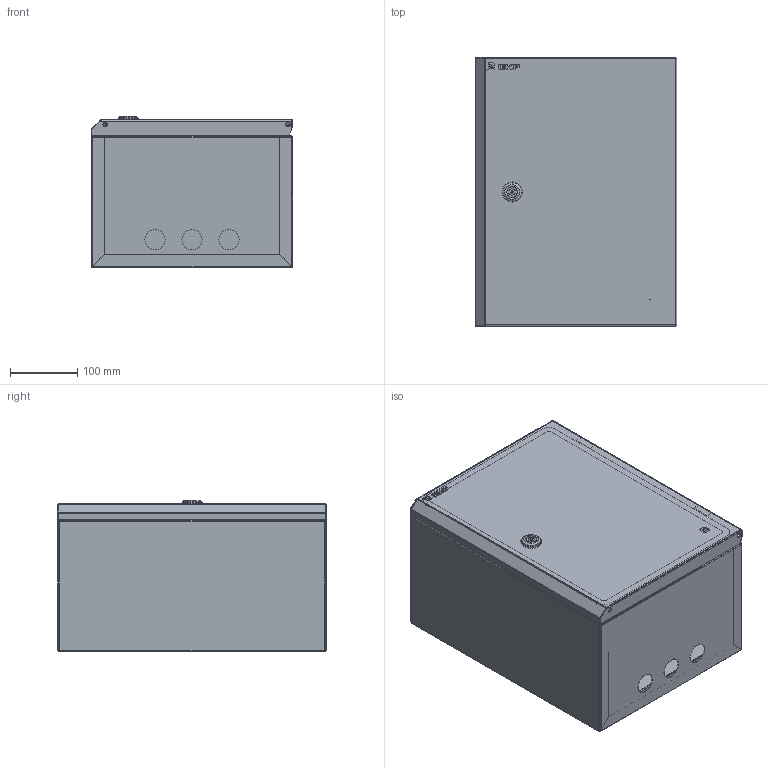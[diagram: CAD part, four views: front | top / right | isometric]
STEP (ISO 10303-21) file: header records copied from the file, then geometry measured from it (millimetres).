
FILE_DESCRIPTION (( 'STEP AP214' ), '1' );
FILE_NAME ('ÙÌÏã-4õ30õ22 - 01 ÌÈ-454.00.00.000 ÑÁ.STEP', '2017-08-30T12:21:06', ( 'Admin' ), ( '' ), 'SwSTEP 2.0', 'SolidWorks 2017', '' );
FILE_SCHEMA (( 'AUTOMOTIVE_DESIGN' ));
Length unit declared in the file: millimetre
Products named in the file (19): Øïèëüêà Ì6õ12; Øïèëüêà ïðèâàðíàÿ Ì6õ20 DIN 13918; ÌÈ-454.01.01.001 Ñòåíêà çàäíÿÿ; ÙÌÏã-4õ30õ22 - 01 ÌÈ-454.00.00.000 ÑÁ; split pin_din_DIN 94-4x56-C-St; rivet 02_din_DIN 660-5x8-St-A-2; Íàâåñêà íà êîðïóñ ïîä êëåïêó; ÌÈ-454.00.00.001 Ïàíåëü ìîíòàæíàÿ; hex flange nut_din_Hexagon Flange Nut DIN 6923 - M6 - N; ÌÈ-454.02.00.000 Äâåðü â ñáîðå; 呧蜦 3D; Ïåòëÿ íà äâåðü ï-îáðàçíàÿ; Çàìîê áîëüøîé; ÓÊíà äâåðü; ﾌﾈ-454.02.00.001 ﾄ粢; ÌÈ-454.01.00.000 Êîðïóñ â ñáîðå; ÌÈ-454.01.00.002 Ñòåíêà íèæíÿÿ; ÌÈ-454.01.00.001 Ñòåíêà âåðõíÿÿ; ÌÈ-454.01.01.000 Ñòåíêà çàäíÿÿ â ñáîðå 
Assembly tree (29 placements, depth 4):
  ÙÌÏã-4õ30õ22 - 01 ÌÈ-454.00.00.000 ÑÁ
    ÌÈ-454.01.00.000 Êîðïóñ â ñáîðå
      ÌÈ-454.01.01.000 Ñòåíêà çàäíÿÿ â ñáîðå 
        ÌÈ-454.01.01.001 Ñòåíêà çàäíÿÿ
        Øïèëüêà ïðèâàðíàÿ Ì6õ20 DIN 13918  x2
        Øïèëüêà Ì6õ12
      ÌÈ-454.01.00.001 Ñòåíêà âåðõíÿÿ
      ÌÈ-454.01.00.002 Ñòåíêà íèæíÿÿ
    ÌÈ-454.02.00.000 Äâåðü â ñáîðå
      ﾌﾈ-454.02.00.001 ﾄ粢
      ÓÊíà äâåðü
      Øïèëüêà Ì6õ12
      Çàìîê áîëüøîé
      Ïåòëÿ íà äâåðü ï-îáðàçíàÿ  x2
      呧蜦 3D
    hex flange nut_din_Hexagon Flange Nut DIN 6923 - M6 - N  x4
    ÌÈ-454.00.00.001 Ïàíåëü ìîíòàæíàÿ
    Íàâåñêà íà êîðïóñ ïîä êëåïêó  x2
    rivet 02_din_DIN 660-5x8-St-A-2  x4
    split pin_din_DIN 94-4x56-C-St  x2
Bounding box: 300 x 400 x 225.54 mm (x, y, z)
Volume: 774313.5 mm3; surface area: 1456807.9 mm2
Topology: 33 solids, 38 shells, 931 faces, 2090 edges, 1247 vertices
Faces by surface type: plane 511, cylinder 269, cone 58, bspline 49, torus 44
Entity records: 23507 total; most frequent: CARTESIAN_POINT 4839, DIRECTION 3313, ORIENTED_EDGE 3178, EDGE_CURVE 1589, AXIS2_PLACEMENT_3D 1145, LINE 1023, VECTOR 1023, VERTEX_POINT 959
